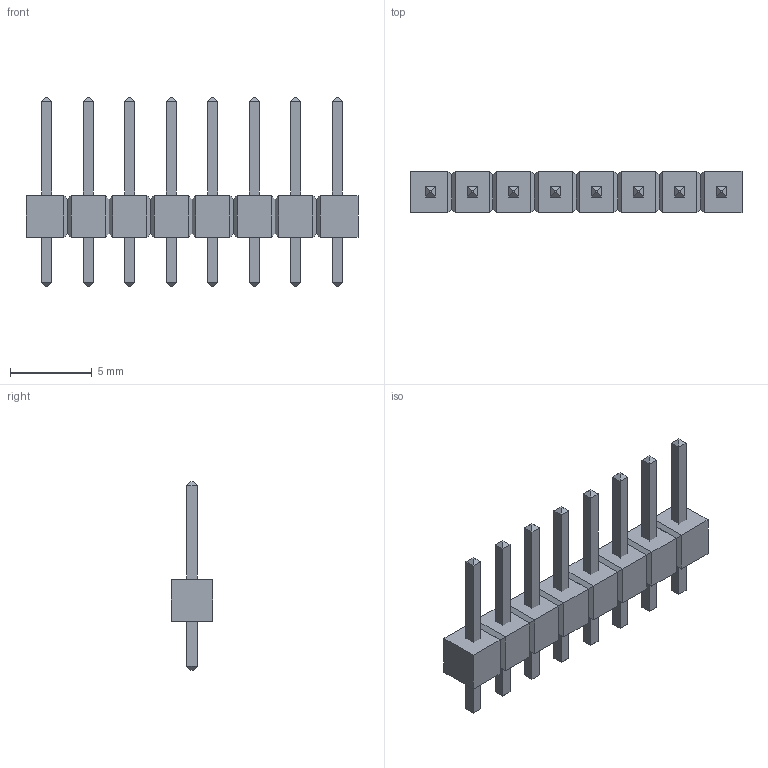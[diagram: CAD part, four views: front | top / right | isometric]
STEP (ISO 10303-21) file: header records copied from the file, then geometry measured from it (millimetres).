
FILE_DESCRIPTION(('HOOPS Exchange Step'),'2;1');
FILE_NAME('61300811121.stp','2023-09-15T07:38:04-07:00',('RBI'),('None'),'HOOPS Exchange 2022.2','SOLIDWORKS MBD','None');
FILE_SCHEMA( ('AP242_MANAGED_MODEL_BASED_3D_ENGINEERING_MIM_LF {1 0 10303 442 1 1 4 }') );
Length unit declared in the file: inch
Products named in the file (3): LeadsArray.stp-1; Body.stp-1; Default
Assembly tree (2 placements, depth 2):
  Default
    LeadsArray.stp-1
    Body.stp-1
Bounding box: 20.32 x 2.54 x 11.54 mm (x, y, z)
Volume: 164.6 mm3; surface area: 463.6 mm2
Topology: 9 solids, 9 shells, 202 faces, 404 edges, 220 vertices
Faces by surface type: plane 202
Entity records: 5026 total; most frequent: CARTESIAN_POINT 835, DIRECTION 824, ORIENTED_EDGE 808, VECTOR 404, LINE 404, EDGE_CURVE 404, VERTEX_POINT 220, AXIS2_PLACEMENT_3D 210
